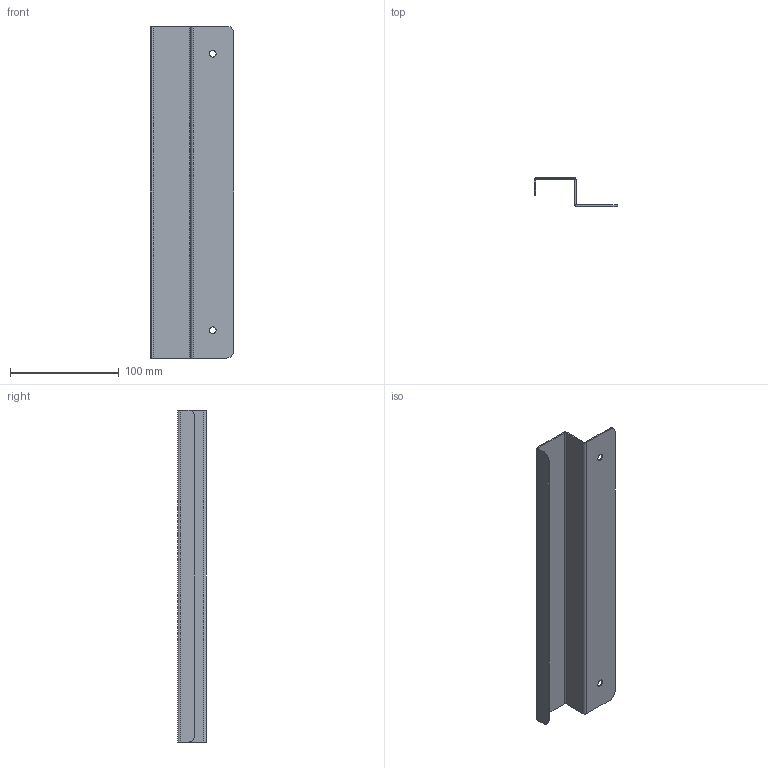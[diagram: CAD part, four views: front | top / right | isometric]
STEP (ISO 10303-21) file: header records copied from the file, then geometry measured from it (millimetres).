
FILE_DESCRIPTION (( 'STEP AP203' ), '1' );
FILE_NAME ('SCE-DS12N4LG.step', '2021-02-09T22:12:56', ( 'ADC123' ), ( 'Microsoft' ), 'SwSTEP 2.0', 'SolidWorks 2019', '' );
FILE_SCHEMA (( 'CONFIG_CONTROL_DESIGN' ));
Length unit declared in the file: inch
Products named in the file (1): SCE-DS12N4LG
Bounding box: 76.2 x 26.62 x 304.8 mm (x, y, z)
Volume: 42219.7 mm3; surface area: 70314.5 mm2
Topology: 1 solids, 1 shells, 24 faces, 66 edges, 44 vertices
Faces by surface type: plane 12, cylinder 12
Full cylindrical faces by diameter (mm): 6.35 x2
Entity records: 851 total; most frequent: DIRECTION 138, CARTESIAN_POINT 133, ORIENTED_EDGE 128, EDGE_CURVE 64, AXIS2_PLACEMENT_3D 49, VERTEX_POINT 44, VECTOR 40, LINE 40
